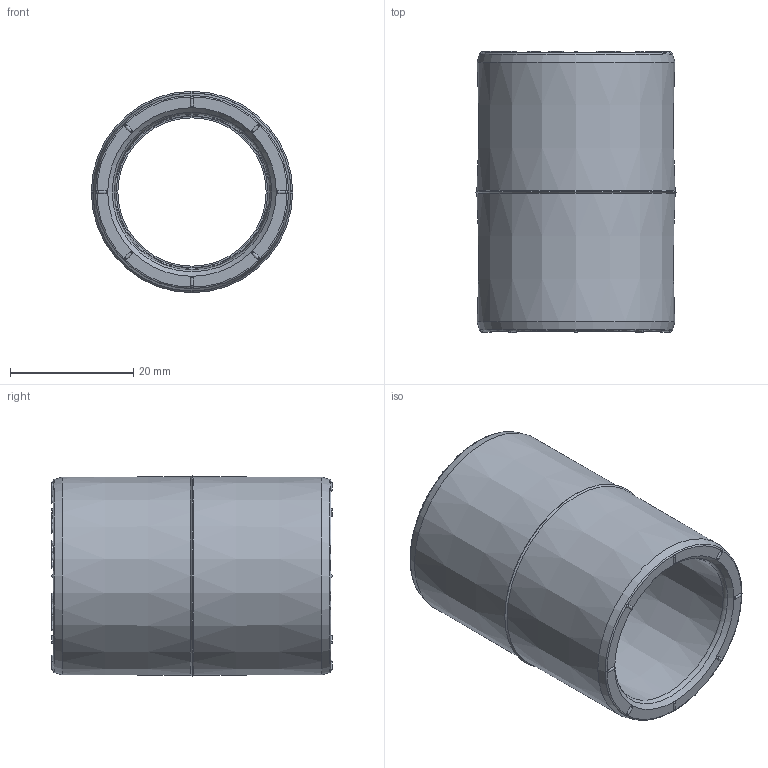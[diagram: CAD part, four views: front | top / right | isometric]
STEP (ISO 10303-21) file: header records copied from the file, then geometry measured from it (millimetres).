
FILE_DESCRIPTION(/* description */ (''),/* implementation_level */ '2;1');
FILE_NAME(/* name */ '25套管.stp',/* time_stamp */ '2024-07-13T09:30:59+08:00',/* author */ (''),/* organization */ (''),/* preprocessor_version */ 'ST-DEVELOPER v16',/* originating_system */ 'SIEMENS PLM Software NX 10.0',/* authorisation */ '');
FILE_SCHEMA (('AUTOMOTIVE_DESIGN { 1 0 10303 214 3 1 1 1 }'));
Length unit declared in the file: millimetre
Products named in the file (1): gelv12E0D7B8jcmi
Bounding box: 32.73 x 45.68 x 32.73 mm (x, y, z)
Volume: 14116.4 mm3; surface area: 8700.3 mm2
Topology: 1 solids, 1 shells, 1060 faces, 3055 edges, 1998 vertices
Faces by surface type: plane 982, sphere 32, cylinder 23, cone 10, extrusion 7, torus 6
Full cylindrical faces by diameter (mm): 0.7 x1, 1 x1, 24.096 x1
Entity records: 38225 total; most frequent: CARTESIAN_POINT 14210, ORIENTED_EDGE 6006, DIRECTION 3415, EDGE_CURVE 3003, VERTEX_POINT 1997, B_SPLINE_CURVE_WITH_KNOTS 1871, AXIS2_PLACEMENT_3D 1215, EDGE_LOOP 1114
